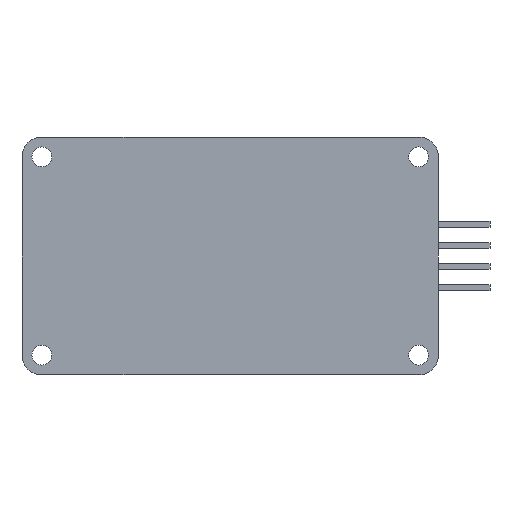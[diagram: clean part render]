
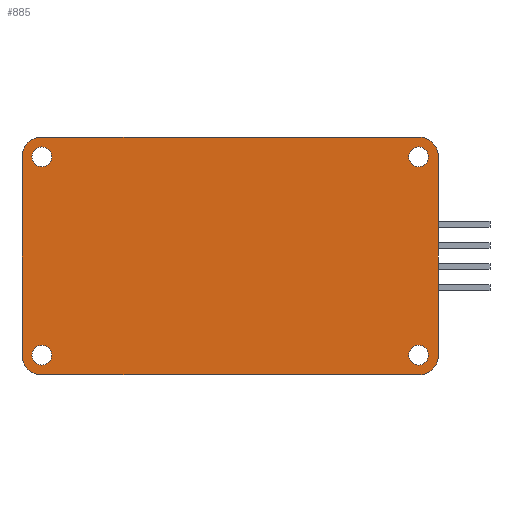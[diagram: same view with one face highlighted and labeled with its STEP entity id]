
A CAD part, front view. The second image highlights one B-rep face of the part: STEP entity #885.
In plain terms, the highlighted planar face has unit normal (0, -1, 0).
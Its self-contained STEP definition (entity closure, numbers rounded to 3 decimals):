
#11 = DIRECTION ( 'NONE',  ( 0., 0., 1. ) ) ;
#14 = AXIS2_PLACEMENT_3D ( 'NONE', #1116, #917, #368 ) ;
#17 = DIRECTION ( 'NONE',  ( 0., 0., 1. ) ) ;
#20 = DIRECTION ( 'NONE',  ( 0., 1., 0. ) ) ;
#25 = DIRECTION ( 'NONE',  ( 0., 1., 0. ) ) ;
#26 = EDGE_LOOP ( 'NONE', ( #215, #744 ) ) ;
#31 = CARTESIAN_POINT ( 'NONE',  ( -19., 0., 10. ) ) ;
#34 = DIRECTION ( 'NONE',  ( 0., -1., 0. ) ) ;
#37 = AXIS2_PLACEMENT_3D ( 'NONE', #1197, #1302, #638 ) ;
#39 = LINE ( 'NONE', #1020, #99 ) ;
#50 = CARTESIAN_POINT ( 'NONE',  ( 0., 0., 0. ) ) ;
#54 = DIRECTION ( 'NONE',  ( 0., 0., -1. ) ) ;
#60 = ORIENTED_EDGE ( 'NONE', *, *, #132, .T. ) ;
#72 = CIRCLE ( 'NONE', #1343, 1. ) ;
#83 = EDGE_CURVE ( 'NONE', #804, #689, #1049, .T. ) ;
#86 = VERTEX_POINT ( 'NONE', #325 ) ;
#95 = VERTEX_POINT ( 'NONE', #1002 ) ;
#97 = AXIS2_PLACEMENT_3D ( 'NONE', #892, #25, #1231 ) ;
#99 = VECTOR ( 'NONE', #1251, 1000. ) ;
#105 = EDGE_CURVE ( 'NONE', #381, #244, #1239, .T. ) ;
#107 = EDGE_CURVE ( 'NONE', #886, #632, #72, .T. ) ;
#111 = EDGE_CURVE ( 'NONE', #301, #578, #907, .T. ) ;
#132 = EDGE_CURVE ( 'NONE', #86, #244, #459, .T. ) ;
#142 = PLANE ( 'NONE',  #1386 ) ;
#173 = CIRCLE ( 'NONE', #1235, 1. ) ;
#215 = ORIENTED_EDGE ( 'NONE', *, *, #111, .T. ) ;
#242 = DIRECTION ( 'NONE',  ( 0., 0., -1. ) ) ;
#244 = VERTEX_POINT ( 'NONE', #1342 ) ;
#250 = DIRECTION ( 'NONE',  ( 0., 0., 1. ) ) ;
#257 = DIRECTION ( 'NONE',  ( 0., 0., -1. ) ) ;
#260 = EDGE_CURVE ( 'NONE', #390, #1151, #39, .T. ) ;
#270 = DIRECTION ( 'NONE',  ( 1., 0., 0. ) ) ;
#276 = DIRECTION ( 'NONE',  ( 0., -1., 0. ) ) ;
#288 = AXIS2_PLACEMENT_3D ( 'NONE', #607, #276, #54 ) ;
#293 = CARTESIAN_POINT ( 'NONE',  ( 19., 0., 9. ) ) ;
#301 = VERTEX_POINT ( 'NONE', #1351 ) ;
#302 = CARTESIAN_POINT ( 'NONE',  ( -19., 0., -9. ) ) ;
#306 = CARTESIAN_POINT ( 'NONE',  ( 21., 0., -10. ) ) ;
#308 = EDGE_CURVE ( 'NONE', #390, #95, #1164, .T. ) ;
#324 = AXIS2_PLACEMENT_3D ( 'NONE', #1250, #1026, #250 ) ;
#325 = CARTESIAN_POINT ( 'NONE',  ( -21., 0., -10. ) ) ;
#335 = AXIS2_PLACEMENT_3D ( 'NONE', #1222, #651, #242 ) ;
#337 = EDGE_CURVE ( 'NONE', #1303, #402, #838, .T. ) ;
#348 = CARTESIAN_POINT ( 'NONE',  ( -21., 0., 12. ) ) ;
#368 = DIRECTION ( 'NONE',  ( 0., 0., -1. ) ) ;
#381 = VERTEX_POINT ( 'NONE', #1233 ) ;
#390 = VERTEX_POINT ( 'NONE', #1377 ) ;
#402 = VERTEX_POINT ( 'NONE', #823 ) ;
#406 = CIRCLE ( 'NONE', #97, 1. ) ;
#427 = EDGE_CURVE ( 'NONE', #578, #301, #1414, .T. ) ;
#442 = CARTESIAN_POINT ( 'NONE',  ( 19., 0., 10. ) ) ;
#448 = FACE_BOUND ( 'NONE', #698, .T. ) ;
#450 = CARTESIAN_POINT ( 'NONE',  ( -21., 0., -12. ) ) ;
#459 = CIRCLE ( 'NONE', #335, 2. ) ;
#472 = EDGE_CURVE ( 'NONE', #381, #1151, #801, .T. ) ;
#479 = DIRECTION ( 'NONE',  ( 0., 0., -1. ) ) ;
#498 = LINE ( 'NONE', #1350, #1083 ) ;
#529 = CIRCLE ( 'NONE', #1355, 1. ) ;
#548 = FACE_BOUND ( 'NONE', #784, .T. ) ;
#558 = DIRECTION ( 'NONE',  ( 0., 0., 1. ) ) ;
#574 = EDGE_LOOP ( 'NONE', ( #1318, #1418, #1142, #1010, #1135, #60, #1382, #630 ) ) ;
#578 = VERTEX_POINT ( 'NONE', #293 ) ;
#600 = EDGE_LOOP ( 'NONE', ( #1281, #1127 ) ) ;
#607 = CARTESIAN_POINT ( 'NONE',  ( 19., 0., -10. ) ) ;
#622 = DIRECTION ( 'NONE',  ( 0., 1., 0. ) ) ;
#630 = ORIENTED_EDGE ( 'NONE', *, *, #472, .T. ) ;
#632 = VERTEX_POINT ( 'NONE', #1326 ) ;
#638 = DIRECTION ( 'NONE',  ( 0., 0., 1. ) ) ;
#640 = AXIS2_PLACEMENT_3D ( 'NONE', #1256, #1265, #817 ) ;
#651 = DIRECTION ( 'NONE',  ( 0., -1., 0. ) ) ;
#673 = CARTESIAN_POINT ( 'NONE',  ( 19., 0., -11. ) ) ;
#689 = VERTEX_POINT ( 'NONE', #673 ) ;
#698 = EDGE_LOOP ( 'NONE', ( #1068, #1340 ) ) ;
#704 = DIRECTION ( 'NONE',  ( 0., 0., 1. ) ) ;
#712 = EDGE_CURVE ( 'NONE', #86, #402, #964, .T. ) ;
#727 = CARTESIAN_POINT ( 'NONE',  ( -19., 0., -11. ) ) ;
#744 = ORIENTED_EDGE ( 'NONE', *, *, #427, .T. ) ;
#765 = EDGE_CURVE ( 'NONE', #689, #804, #406, .T. ) ;
#784 = EDGE_LOOP ( 'NONE', ( #1047, #1313 ) ) ;
#798 = CARTESIAN_POINT ( 'NONE',  ( 19., 0., -9. ) ) ;
#801 = CIRCLE ( 'NONE', #288, 2. ) ;
#804 = VERTEX_POINT ( 'NONE', #798 ) ;
#817 = DIRECTION ( 'NONE',  ( 0., 0., 1. ) ) ;
#823 = CARTESIAN_POINT ( 'NONE',  ( -21., 0., 10. ) ) ;
#838 = CIRCLE ( 'NONE', #1044, 2. ) ;
#885 = ADVANCED_FACE ( 'NONE', ( #448, #1230, #548, #929, #1035 ), #142, .T. ) ;
#886 = VERTEX_POINT ( 'NONE', #1237 ) ;
#888 = CARTESIAN_POINT ( 'NONE',  ( -19., 0., 10. ) ) ;
#892 = CARTESIAN_POINT ( 'NONE',  ( 19., 0., -10. ) ) ;
#895 = EDGE_CURVE ( 'NONE', #632, #886, #1189, .T. ) ;
#907 = CIRCLE ( 'NONE', #957, 1. ) ;
#914 = VECTOR ( 'NONE', #17, 1000. ) ;
#917 = DIRECTION ( 'NONE',  ( 0., -1., 0. ) ) ;
#921 = EDGE_CURVE ( 'NONE', #1303, #95, #498, .T. ) ;
#929 = FACE_BOUND ( 'NONE', #600, .T. ) ;
#948 = CARTESIAN_POINT ( 'NONE',  ( -19., 0., 12. ) ) ;
#957 = AXIS2_PLACEMENT_3D ( 'NONE', #442, #20, #558 ) ;
#964 = LINE ( 'NONE', #348, #914 ) ;
#1002 = CARTESIAN_POINT ( 'NONE',  ( 19., 0., 12. ) ) ;
#1010 = ORIENTED_EDGE ( 'NONE', *, *, #337, .T. ) ;
#1015 = VECTOR ( 'NONE', #1314, 1000. ) ;
#1020 = CARTESIAN_POINT ( 'NONE',  ( 21., 0., 12. ) ) ;
#1023 = EDGE_CURVE ( 'NONE', #1337, #1359, #173, .T. ) ;
#1026 = DIRECTION ( 'NONE',  ( 0., 1., 0. ) ) ;
#1035 = FACE_OUTER_BOUND ( 'NONE', #574, .T. ) ;
#1041 = CARTESIAN_POINT ( 'NONE',  ( -19., 0., -10. ) ) ;
#1044 = AXIS2_PLACEMENT_3D ( 'NONE', #31, #34, #479 ) ;
#1047 = ORIENTED_EDGE ( 'NONE', *, *, #895, .T. ) ;
#1049 = CIRCLE ( 'NONE', #37, 1. ) ;
#1068 = ORIENTED_EDGE ( 'NONE', *, *, #83, .T. ) ;
#1083 = VECTOR ( 'NONE', #270, 1000. ) ;
#1089 = EDGE_CURVE ( 'NONE', #1359, #1337, #529, .T. ) ;
#1116 = CARTESIAN_POINT ( 'NONE',  ( 19., 0., 10. ) ) ;
#1127 = ORIENTED_EDGE ( 'NONE', *, *, #1089, .T. ) ;
#1135 = ORIENTED_EDGE ( 'NONE', *, *, #712, .F. ) ;
#1142 = ORIENTED_EDGE ( 'NONE', *, *, #921, .F. ) ;
#1151 = VERTEX_POINT ( 'NONE', #306 ) ;
#1158 = CARTESIAN_POINT ( 'NONE',  ( -19., 0., -10. ) ) ;
#1164 = CIRCLE ( 'NONE', #14, 2. ) ;
#1189 = CIRCLE ( 'NONE', #324, 1. ) ;
#1197 = CARTESIAN_POINT ( 'NONE',  ( 19., 0., -10. ) ) ;
#1205 = DIRECTION ( 'NONE',  ( 0., 1., 0. ) ) ;
#1222 = CARTESIAN_POINT ( 'NONE',  ( -19., 0., -10. ) ) ;
#1230 = FACE_BOUND ( 'NONE', #26, .T. ) ;
#1231 = DIRECTION ( 'NONE',  ( 0., 0., 1. ) ) ;
#1233 = CARTESIAN_POINT ( 'NONE',  ( 19., 0., -12. ) ) ;
#1235 = AXIS2_PLACEMENT_3D ( 'NONE', #1158, #1388, #704 ) ;
#1237 = CARTESIAN_POINT ( 'NONE',  ( -19., 0., 9. ) ) ;
#1239 = LINE ( 'NONE', #450, #1015 ) ;
#1250 = CARTESIAN_POINT ( 'NONE',  ( -19., 0., 10. ) ) ;
#1251 = DIRECTION ( 'NONE',  ( 0., 0., -1. ) ) ;
#1255 = DIRECTION ( 'NONE',  ( 0., -1., 0. ) ) ;
#1256 = CARTESIAN_POINT ( 'NONE',  ( 19., 0., 10. ) ) ;
#1265 = DIRECTION ( 'NONE',  ( 0., 1., 0. ) ) ;
#1281 = ORIENTED_EDGE ( 'NONE', *, *, #1023, .T. ) ;
#1297 = DIRECTION ( 'NONE',  ( 0., 0., 1. ) ) ;
#1302 = DIRECTION ( 'NONE',  ( 0., 1., 0. ) ) ;
#1303 = VERTEX_POINT ( 'NONE', #948 ) ;
#1313 = ORIENTED_EDGE ( 'NONE', *, *, #107, .T. ) ;
#1314 = DIRECTION ( 'NONE',  ( -1., 0., 0. ) ) ;
#1318 = ORIENTED_EDGE ( 'NONE', *, *, #260, .F. ) ;
#1326 = CARTESIAN_POINT ( 'NONE',  ( -19., 0., 11. ) ) ;
#1337 = VERTEX_POINT ( 'NONE', #302 ) ;
#1340 = ORIENTED_EDGE ( 'NONE', *, *, #765, .T. ) ;
#1342 = CARTESIAN_POINT ( 'NONE',  ( -19., 0., -12. ) ) ;
#1343 = AXIS2_PLACEMENT_3D ( 'NONE', #888, #1205, #11 ) ;
#1350 = CARTESIAN_POINT ( 'NONE',  ( -21., 0., 12. ) ) ;
#1351 = CARTESIAN_POINT ( 'NONE',  ( 19., 0., 11. ) ) ;
#1355 = AXIS2_PLACEMENT_3D ( 'NONE', #1041, #622, #1297 ) ;
#1359 = VERTEX_POINT ( 'NONE', #727 ) ;
#1377 = CARTESIAN_POINT ( 'NONE',  ( 21., 0., 10. ) ) ;
#1382 = ORIENTED_EDGE ( 'NONE', *, *, #105, .F. ) ;
#1386 = AXIS2_PLACEMENT_3D ( 'NONE', #50, #1255, #257 ) ;
#1388 = DIRECTION ( 'NONE',  ( 0., 1., 0. ) ) ;
#1414 = CIRCLE ( 'NONE', #640, 1. ) ;
#1418 = ORIENTED_EDGE ( 'NONE', *, *, #308, .T. ) ;
